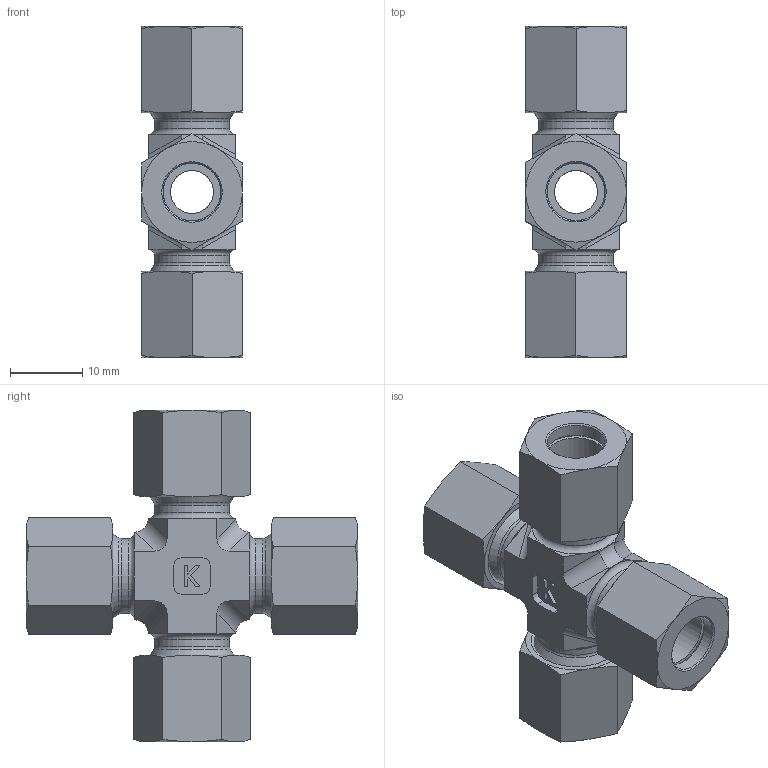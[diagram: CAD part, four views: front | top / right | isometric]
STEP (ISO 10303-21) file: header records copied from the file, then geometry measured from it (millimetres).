
FILE_DESCRIPTION((''),'2;1');
FILE_NAME('4950812.stp','2014-10-14T10:19:55',(''),('KNOMI spol. s r. o.'),'Autodesk Inventor 2012','Autodesk Inventor 2012','');
FILE_SCHEMA(('AUTOMOTIVE_DESIGN { 1 2 10303 214 0 1 1 1 }'));
Length unit declared in the file: millimetre
Products named in the file (4): KS1K 8LL 4xM12x1; 4900812; 3900812; 40008
Assembly tree (9 placements, depth 2):
  KS1K 8LL 4xM12x1
    4900812
    3900812  x4
    40008  x4
Bounding box: 14 x 46 x 46 mm (x, y, z)
Volume: 8663.9 mm3; surface area: 9917.2 mm2
Topology: 9 solids, 9 shells, 260 faces, 596 edges, 358 vertices
Faces by surface type: plane 108, cone 88, cylinder 52, torus 12
Full cylindrical faces by diameter (mm): 6 x4, 8 x12, 9.4 x4, 10 x4, 10.4 x4, 10.917 x4, 12 x4
Entity records: 4380 total; most frequent: DIRECTION 754, CARTESIAN_POINT 732, ORIENTED_EDGE 612, EDGE_CURVE 306, AXIS2_PLACEMENT_3D 304, EDGE_LOOP 218, VERTEX_POINT 210, STYLED_ITEM 158
